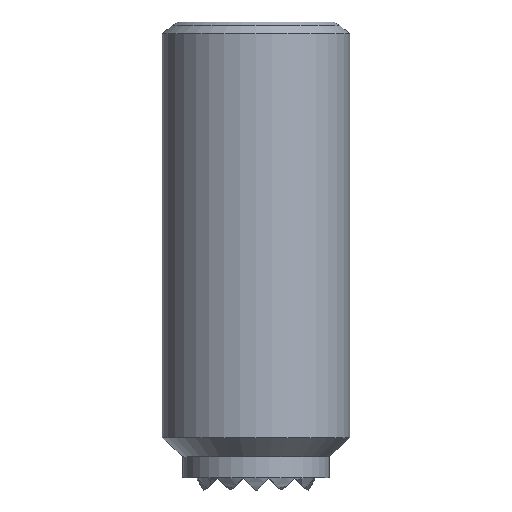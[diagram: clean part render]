
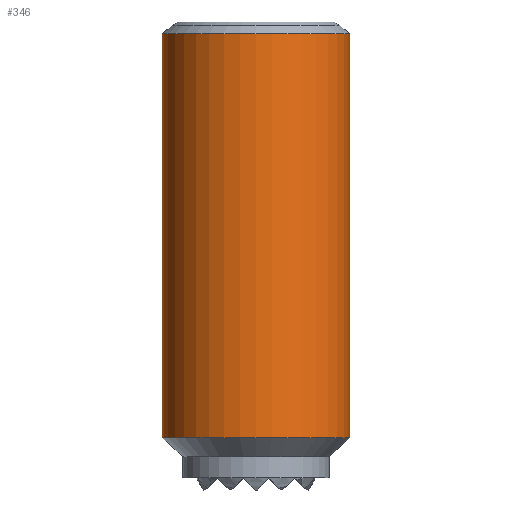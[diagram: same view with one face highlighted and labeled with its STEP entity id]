
A CAD part, front view. The second image highlights one B-rep face of the part: STEP entity #346.
In plain terms, the highlighted cylindrical face has radius 4 mm (diameter 8 mm), a partial arc.
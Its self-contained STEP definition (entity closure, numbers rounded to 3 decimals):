
#346=ADVANCED_FACE('',(#696),#697,.T.);
#696=FACE_OUTER_BOUND('',#1056,.T.);
#697=CYLINDRICAL_SURFACE('',#1057,4.0);
#1056=EDGE_LOOP('',(#1911,#1912,#1913,#1914));
#1057=AXIS2_PLACEMENT_3D('',#1915,#1916,#1917);
#1911=ORIENTED_EDGE('',*,*,#2366,.F.);
#1912=ORIENTED_EDGE('',*,*,#2367,.T.);
#1913=ORIENTED_EDGE('',*,*,#2368,.F.);
#1914=ORIENTED_EDGE('',*,*,#2362,.F.);
#1915=CARTESIAN_POINT('',(0.,0.,-9.134));
#1916=DIRECTION('',(0.0,0.0,1.0));
#1917=DIRECTION('',(-1.0,0.,0.0));
#2362=EDGE_CURVE('',#2832,#2835,#2836,.T.);
#2366=EDGE_CURVE('',#2841,#2832,#2842,.T.);
#2367=EDGE_CURVE('',#2841,#2843,#2844,.T.);
#2368=EDGE_CURVE('',#2835,#2843,#2845,.T.);
#2832=VERTEX_POINT('',#3504);
#2835=VERTEX_POINT('',#3508);
#2836=CIRCLE('',#3509,4.0);
#2841=VERTEX_POINT('',#3515);
#2842=LINE('',#3516,#3517);
#2843=VERTEX_POINT('',#3518);
#2844=CIRCLE('',#3519,4.0);
#2845=LINE('',#3520,#3521);
#3504=CARTESIAN_POINT('',(-4.,0.,-0.5));
#3508=CARTESIAN_POINT('',(4.,0.,-0.5));
#3509=AXIS2_PLACEMENT_3D('',#3928,#3929,#3930);
#3515=CARTESIAN_POINT('',(-4.,0.,-17.769));
#3516=CARTESIAN_POINT('',(-4.,0.,-9.134));
#3517=VECTOR('',#3935,1.0);
#3518=CARTESIAN_POINT('',(4.,0.,-17.769));
#3519=AXIS2_PLACEMENT_3D('',#3936,#3937,#3938);
#3520=CARTESIAN_POINT('',(4.,0.,-9.134));
#3521=VECTOR('',#3939,1.0);
#3928=CARTESIAN_POINT('',(0.,0.,-0.5));
#3929=DIRECTION('',(0.0,0.0,1.0));
#3930=DIRECTION('',(-1.0,0.,0.0));
#3935=DIRECTION('',(0.0,0.0,1.0));
#3936=CARTESIAN_POINT('',(0.,0.,-17.769));
#3937=DIRECTION('',(0.0,0.0,1.0));
#3938=DIRECTION('',(-1.0,0.,0.0));
#3939=DIRECTION('',(-0.0,-0.0,-1.0));
